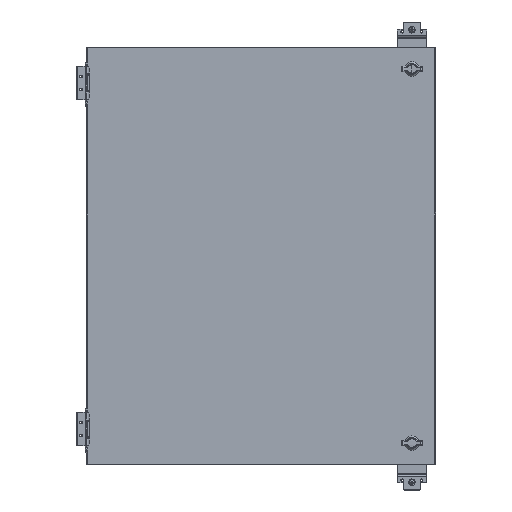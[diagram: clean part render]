
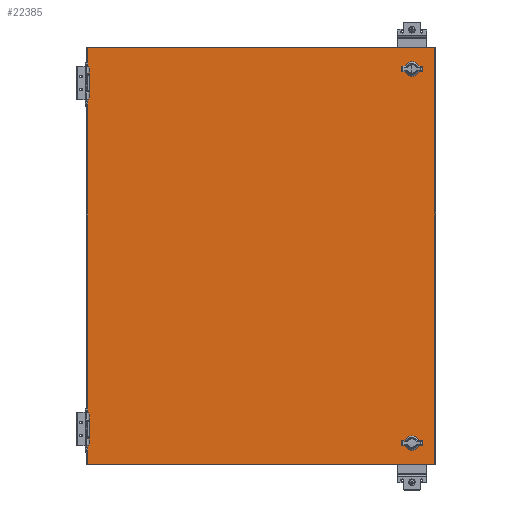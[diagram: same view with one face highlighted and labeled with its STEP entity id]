
A CAD part, top view. The second image highlights one B-rep face of the part: STEP entity #22385.
In plain terms, the highlighted planar face has unit normal (0, 0, 1).
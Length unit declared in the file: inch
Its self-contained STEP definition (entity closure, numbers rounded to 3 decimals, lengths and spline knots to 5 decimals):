
#2475 = AXIS2_PLACEMENT_3D ( 'NONE', #2551, #15790, #3172 ) ;
#2551 = CARTESIAN_POINT ( 'NONE',  ( 0., 0., 0. ) ) ;
#3134 = CARTESIAN_POINT ( 'NONE',  ( 13.2915, 0., 0. ) ) ;
#3172 = DIRECTION ( 'NONE',  ( 1., 0., 0. ) ) ;
#3502 = VERTEX_POINT ( 'NONE', #25726 ) ;
#4180 = CARTESIAN_POINT ( 'NONE',  ( 0., 15.94, 0. ) ) ;
#4186 = LINE ( 'NONE', #17428, #8553 ) ;
#6839 = LINE ( 'NONE', #3134, #8236 ) ;
#8236 = VECTOR ( 'NONE', #35999, 39.37008 ) ;
#8553 = VECTOR ( 'NONE', #18695, 39.37008 ) ;
#9614 = EDGE_LOOP ( 'NONE', ( #35865, #41426, #10995, #26819 ) ) ;
#10704 = LINE ( 'NONE', #4180, #11331 ) ;
#10995 = ORIENTED_EDGE ( 'NONE', *, *, #24420, .T. ) ;
#11331 = VECTOR ( 'NONE', #30718, 39.37008 ) ;
#12460 = CARTESIAN_POINT ( 'NONE',  ( 13.2915, 15.94, 0. ) ) ;
#12829 = VERTEX_POINT ( 'NONE', #12460 ) ;
#13240 = LINE ( 'NONE', #23421, #23273 ) ;
#15588 = EDGE_CURVE ( 'NONE', #19257, #12829, #6839, .T. ) ;
#15790 = DIRECTION ( 'NONE',  ( 0., 0., 1. ) ) ;
#15986 = PLANE ( 'NONE',  #2475 ) ;
#17341 = DIRECTION ( 'NONE',  ( 0., -1., 0. ) ) ;
#17428 = CARTESIAN_POINT ( 'NONE',  ( 0., -15.94, 0. ) ) ;
#18695 = DIRECTION ( 'NONE',  ( 1., 0., 0. ) ) ;
#19257 = VERTEX_POINT ( 'NONE', #30260 ) ;
#22385 = ADVANCED_FACE ( 'NONE', ( #32330 ), #15986, .T. ) ;
#23273 = VECTOR ( 'NONE', #17341, 39.37008 ) ;
#23421 = CARTESIAN_POINT ( 'NONE',  ( -13.2915, 0., 0. ) ) ;
#24420 = EDGE_CURVE ( 'NONE', #30176, #3502, #13240, .T. ) ;
#25726 = CARTESIAN_POINT ( 'NONE',  ( -13.2915, -15.94, 0. ) ) ;
#26819 = ORIENTED_EDGE ( 'NONE', *, *, #30045, .T. ) ;
#28559 = EDGE_CURVE ( 'NONE', #12829, #30176, #10704, .T. ) ;
#30045 = EDGE_CURVE ( 'NONE', #3502, #19257, #4186, .T. ) ;
#30176 = VERTEX_POINT ( 'NONE', #33079 ) ;
#30260 = CARTESIAN_POINT ( 'NONE',  ( 13.2915, -15.94, 0. ) ) ;
#30718 = DIRECTION ( 'NONE',  ( -1., 0., 0. ) ) ;
#32330 = FACE_OUTER_BOUND ( 'NONE', #9614, .T. ) ;
#33079 = CARTESIAN_POINT ( 'NONE',  ( -13.2915, 15.94, 0. ) ) ;
#35865 = ORIENTED_EDGE ( 'NONE', *, *, #15588, .T. ) ;
#35999 = DIRECTION ( 'NONE',  ( 0., 1., 0. ) ) ;
#41426 = ORIENTED_EDGE ( 'NONE', *, *, #28559, .T. ) ;
